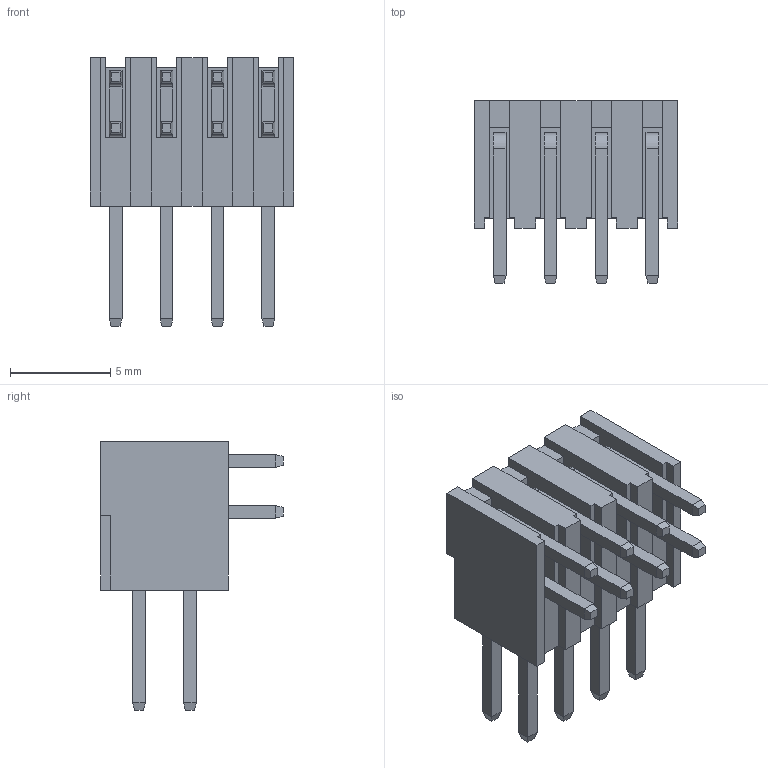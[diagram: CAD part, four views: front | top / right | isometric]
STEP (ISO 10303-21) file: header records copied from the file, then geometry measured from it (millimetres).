
FILE_DESCRIPTION (( 'STEP AP214' ), '1' );
FILE_NAME ('FPH25475-D08B1014191000B-REF .STEP', '2025-11-24T02:13:07', ( '' ), ( '' ), 'SwSTEP 2.0', 'SolidWorks 2021', '' );
FILE_SCHEMA (( 'AUTOMOTIVE_DESIGN' ));
Length unit declared in the file: millimetre
Products named in the file (1): FPH25475-D08B1014191000B-REF 
Bounding box: 10.16 x 9.1 x 13.4 mm (x, y, z)
Volume: 416.5 mm3; surface area: 827.2 mm2
Topology: 1 solids, 1 shells, 288 faces, 666 edges, 396 vertices
Faces by surface type: plane 272, cylinder 16
Entity records: 7864 total; most frequent: CARTESIAN_POINT 1351, ORIENTED_EDGE 1332, DIRECTION 1276, EDGE_CURVE 666, VECTOR 634, LINE 634, VERTEX_POINT 396, AXIS2_PLACEMENT_3D 321
